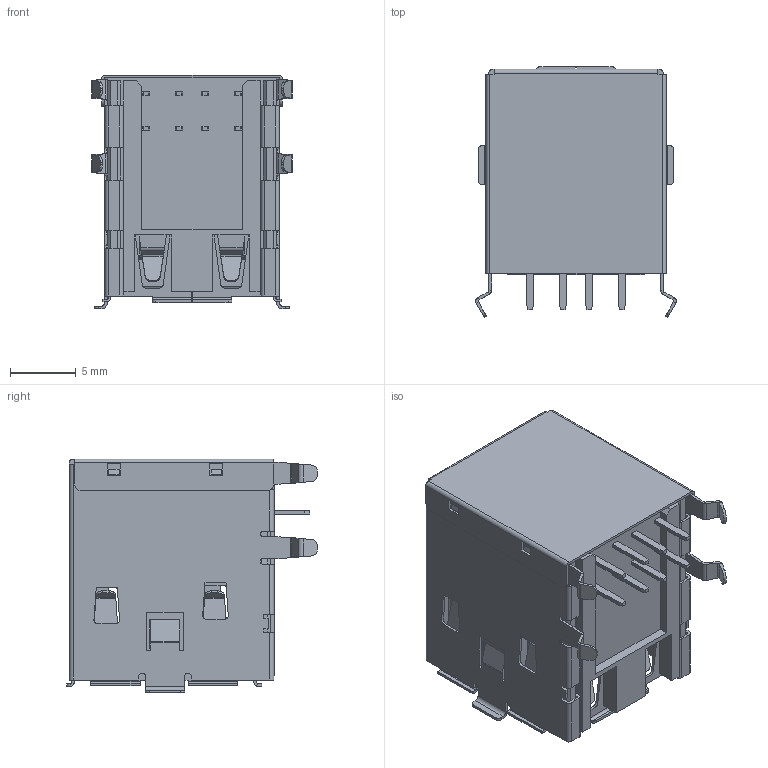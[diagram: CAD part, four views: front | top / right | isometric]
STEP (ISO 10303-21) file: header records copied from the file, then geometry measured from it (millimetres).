
FILE_DESCRIPTION((''),'2;1');
FILE_NAME('672984090','2013-10-30T',('me'),(''),'PRO/ENGINEER BY PARAMETRIC TECHNOLOGY CORPORATION, 2011490','PRO/ENGINEER BY PARAMETRIC TECHNOLOGY CORPORATION, 2011490','');
FILE_SCHEMA(('CONFIG_CONTROL_DESIGN'));
Length unit declared in the file: millimetre
Products named in the file (1): 672984090
Bounding box: 15.32 x 19.16 x 17.86 mm (x, y, z)
Volume: 2646.3 mm3; surface area: 3195.5 mm2
Topology: 1 solids, 1 shells, 1081 faces, 3185 edges, 2081 vertices
Faces by surface type: plane 722, cylinder 296, bspline 63
Entity records: 39604 total; most frequent: CARTESIAN_POINT 10819, ORIENTED_EDGE 6290, DIRECTION 5532, EDGE_CURVE 3145, VECTOR 2454, LINE 2454, VERTEX_POINT 2041, AXIS2_PLACEMENT_3D 1539
